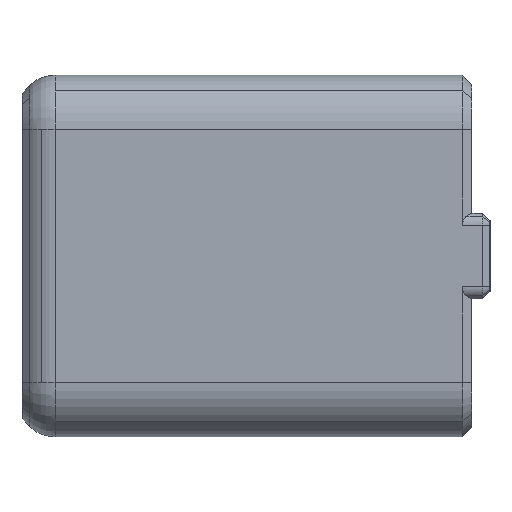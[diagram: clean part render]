
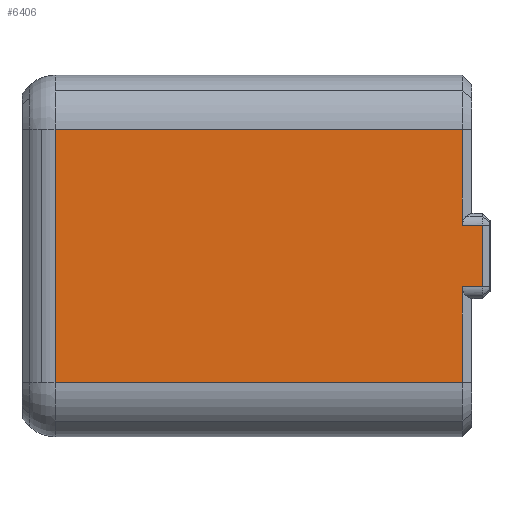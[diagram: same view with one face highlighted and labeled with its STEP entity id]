
A CAD part, left-side view. The second image highlights one B-rep face of the part: STEP entity #6406.
In plain terms, the highlighted planar face has unit normal (-1, 0, 0).
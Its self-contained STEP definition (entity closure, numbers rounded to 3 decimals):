
#138 = CARTESIAN_POINT ( 'NONE',  ( -34.241, -6.34, 18.251 ) ) ;
#191 = CARTESIAN_POINT ( 'NONE',  ( -34.241, -9.307, 18.251 ) ) ;
#206 = ORIENTED_EDGE ( 'NONE', *, *, #4081, .F. ) ;
#310 = VECTOR ( 'NONE', #2726, 1000. ) ;
#547 = FACE_OUTER_BOUND ( 'NONE', #1297, .T. ) ;
#566 = VERTEX_POINT ( 'NONE', #7342 ) ;
#588 = DIRECTION ( 'NONE',  ( 0., 0., -1. ) ) ;
#681 = DIRECTION ( 'NONE',  ( 0., 0., 1. ) ) ;
#839 = VECTOR ( 'NONE', #2915, 1000. ) ;
#949 = DIRECTION ( 'NONE',  ( 0., -1., 0. ) ) ;
#1109 = VERTEX_POINT ( 'NONE', #2332 ) ;
#1218 = VECTOR ( 'NONE', #7010, 1000. ) ;
#1297 = EDGE_LOOP ( 'NONE', ( #6395, #6111, #1753, #6990, #206, #4989, #4223, #7538 ) ) ;
#1706 = VERTEX_POINT ( 'NONE', #6085 ) ;
#1753 = ORIENTED_EDGE ( 'NONE', *, *, #4866, .T. ) ;
#1842 = AXIS2_PLACEMENT_3D ( 'NONE', #2349, #4722, #2451 ) ;
#1983 = VERTEX_POINT ( 'NONE', #6076 ) ;
#2023 = VERTEX_POINT ( 'NONE', #138 ) ;
#2173 = VECTOR ( 'NONE', #588, 1000. ) ;
#2332 = CARTESIAN_POINT ( 'NONE',  ( -34.241, 0.185, 18.251 ) ) ;
#2349 = CARTESIAN_POINT ( 'NONE',  ( -34.241, -8.59, 20.75 ) ) ;
#2393 = CARTESIAN_POINT ( 'NONE',  ( -34.241, -2.365, 19.101 ) ) ;
#2451 = DIRECTION ( 'NONE',  ( 0., -1., 0. ) ) ;
#2695 = VECTOR ( 'NONE', #681, 1000. ) ;
#2726 = DIRECTION ( 'NONE',  ( 0., 0., 1. ) ) ;
#2758 = DIRECTION ( 'NONE',  ( 0., 0., -1. ) ) ;
#2810 = VECTOR ( 'NONE', #949, 1000. ) ;
#2915 = DIRECTION ( 'NONE',  ( 0., -1., 0. ) ) ;
#3060 = EDGE_CURVE ( 'NONE', #2023, #1706, #6484, .T. ) ;
#3379 = LINE ( 'NONE', #5858, #839 ) ;
#3625 = CARTESIAN_POINT ( 'NONE',  ( -34.241, -2.365, 18.651 ) ) ;
#4020 = CARTESIAN_POINT ( 'NONE',  ( -34.241, 4.16, 16.651 ) ) ;
#4039 = CARTESIAN_POINT ( 'NONE',  ( -34.241, -6.715, 1.371 ) ) ;
#4081 = EDGE_CURVE ( 'NONE', #4934, #6603, #7674, .T. ) ;
#4153 = PLANE ( 'NONE',  #1842 ) ;
#4223 = ORIENTED_EDGE ( 'NONE', *, *, #3060, .F. ) ;
#4246 = LINE ( 'NONE', #3625, #2695 ) ;
#4322 = CARTESIAN_POINT ( 'NONE',  ( -34.241, -4.84, 19.101 ) ) ;
#4358 = LINE ( 'NONE', #191, #2810 ) ;
#4700 = EDGE_CURVE ( 'NONE', #5979, #566, #4777, .T. ) ;
#4722 = DIRECTION ( 'NONE',  ( -1., 0., 0. ) ) ;
#4777 = LINE ( 'NONE', #4322, #6439 ) ;
#4866 = EDGE_CURVE ( 'NONE', #566, #1109, #5068, .T. ) ;
#4934 = VERTEX_POINT ( 'NONE', #5982 ) ;
#4989 = ORIENTED_EDGE ( 'NONE', *, *, #6561, .F. ) ;
#5048 = EDGE_CURVE ( 'NONE', #6603, #1109, #4358, .T. ) ;
#5068 = LINE ( 'NONE', #7463, #6794 ) ;
#5570 = DIRECTION ( 'NONE',  ( 0., 1., 0. ) ) ;
#5722 = LINE ( 'NONE', #4039, #1218 ) ;
#5858 = CARTESIAN_POINT ( 'NONE',  ( -34.241, -9.307, 18.251 ) ) ;
#5940 = CARTESIAN_POINT ( 'NONE',  ( -34.241, -6.34, 18.75 ) ) ;
#5979 = VERTEX_POINT ( 'NONE', #2393 ) ;
#5982 = CARTESIAN_POINT ( 'NONE',  ( -34.241, 4.16, 1.371 ) ) ;
#6076 = CARTESIAN_POINT ( 'NONE',  ( -34.241, -2.365, 18.251 ) ) ;
#6085 = CARTESIAN_POINT ( 'NONE',  ( -34.241, -6.34, 1.371 ) ) ;
#6111 = ORIENTED_EDGE ( 'NONE', *, *, #4700, .T. ) ;
#6395 = ORIENTED_EDGE ( 'NONE', *, *, #7575, .T. ) ;
#6406 = ADVANCED_FACE ( 'NONE', ( #547 ), #4153, .T. ) ;
#6439 = VECTOR ( 'NONE', #5570, 1000. ) ;
#6484 = LINE ( 'NONE', #5940, #2173 ) ;
#6561 = EDGE_CURVE ( 'NONE', #1706, #4934, #5722, .T. ) ;
#6603 = VERTEX_POINT ( 'NONE', #7081 ) ;
#6794 = VECTOR ( 'NONE', #2758, 1000. ) ;
#6990 = ORIENTED_EDGE ( 'NONE', *, *, #5048, .F. ) ;
#7010 = DIRECTION ( 'NONE',  ( 0., 1., 0. ) ) ;
#7081 = CARTESIAN_POINT ( 'NONE',  ( -34.241, 4.16, 18.251 ) ) ;
#7342 = CARTESIAN_POINT ( 'NONE',  ( -34.241, 0.185, 19.101 ) ) ;
#7373 = EDGE_CURVE ( 'NONE', #1983, #2023, #3379, .T. ) ;
#7463 = CARTESIAN_POINT ( 'NONE',  ( -34.241, 0.185, 18.651 ) ) ;
#7538 = ORIENTED_EDGE ( 'NONE', *, *, #7373, .F. ) ;
#7575 = EDGE_CURVE ( 'NONE', #1983, #5979, #4246, .T. ) ;
#7674 = LINE ( 'NONE', #4020, #310 ) ;
